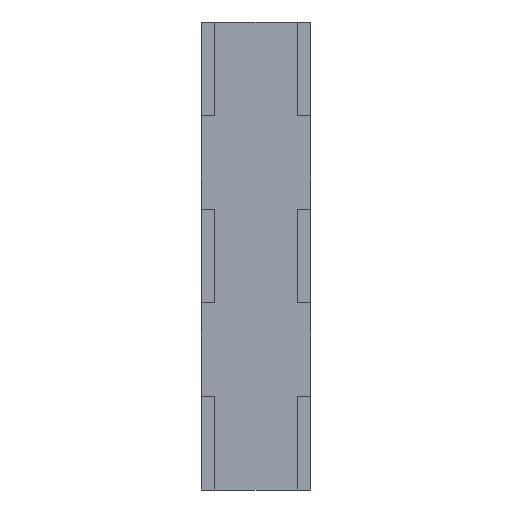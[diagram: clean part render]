
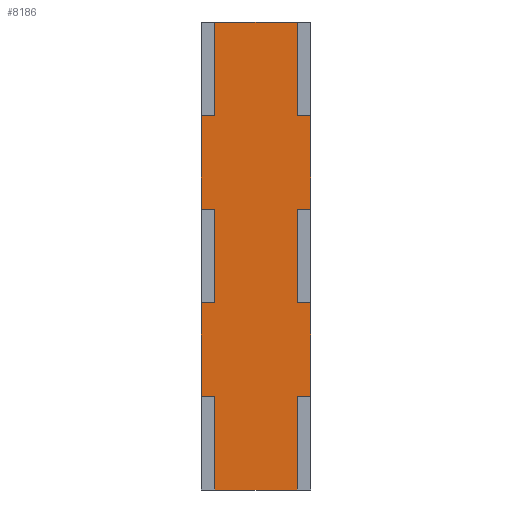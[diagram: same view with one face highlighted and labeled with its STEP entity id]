
A CAD part, left-side view. The second image highlights one B-rep face of the part: STEP entity #8186.
In plain terms, the highlighted planar face has unit normal (-1, 0, 0).
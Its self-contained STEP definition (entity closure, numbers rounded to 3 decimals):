
#534=PLANE('',#8785);
#826=FACE_OUTER_BOUND('',#1406,.T.);
#1406=EDGE_LOOP('',(#6785,#6786,#6787,#6788,#6789,#6790,#6791,#6792,#6793,
#6794,#6795,#6796,#6797,#6798,#6799,#6800,#6801,#6802,#6803,#6804));
#2163=LINE('',#12624,#2907);
#2167=LINE('',#12633,#2911);
#2171=LINE('',#12642,#2915);
#2175=LINE('',#12649,#2919);
#2177=LINE('',#12654,#2921);
#2181=LINE('',#12661,#2925);
#2183=LINE('',#12666,#2927);
#2187=LINE('',#12673,#2931);
#2188=LINE('',#12675,#2932);
#2202=LINE('',#12702,#2946);
#2205=LINE('',#12708,#2949);
#2209=LINE('',#12715,#2953);
#2210=LINE('',#12718,#2954);
#2213=LINE('',#12723,#2957);
#2214=LINE('',#12726,#2958);
#2216=LINE('',#12729,#2960);
#2217=LINE('',#12731,#2961);
#2218=LINE('',#12733,#2962);
#2219=LINE('',#12735,#2963);
#2220=LINE('',#12736,#2964);
#2907=VECTOR('',#10334,10.);
#2911=VECTOR('',#10340,10.);
#2915=VECTOR('',#10346,10.);
#2919=VECTOR('',#10352,10.);
#2921=VECTOR('',#10356,10.);
#2925=VECTOR('',#10362,10.);
#2927=VECTOR('',#10366,10.);
#2931=VECTOR('',#10372,10.);
#2932=VECTOR('',#10375,10.);
#2946=VECTOR('',#10393,10.);
#2949=VECTOR('',#10398,10.);
#2953=VECTOR('',#10404,10.);
#2954=VECTOR('',#10407,10.);
#2957=VECTOR('',#10412,10.);
#2958=VECTOR('',#10415,10.);
#2960=VECTOR('',#10419,10.);
#2961=VECTOR('',#10422,10.);
#2962=VECTOR('',#10425,10.);
#2963=VECTOR('',#10428,10.);
#2964=VECTOR('',#10429,10.);
#4031=VERTEX_POINT('',#12621);
#4032=VERTEX_POINT('',#12623);
#4035=VERTEX_POINT('',#12630);
#4036=VERTEX_POINT('',#12632);
#4039=VERTEX_POINT('',#12639);
#4040=VERTEX_POINT('',#12641);
#4042=VERTEX_POINT('',#12646);
#4043=VERTEX_POINT('',#12651);
#4046=VERTEX_POINT('',#12658);
#4047=VERTEX_POINT('',#12663);
#4050=VERTEX_POINT('',#12671);
#4060=VERTEX_POINT('',#12699);
#4061=VERTEX_POINT('',#12701);
#4062=VERTEX_POINT('',#12705);
#4063=VERTEX_POINT('',#12707);
#4064=VERTEX_POINT('',#12711);
#4065=VERTEX_POINT('',#12713);
#4066=VERTEX_POINT('',#12717);
#4067=VERTEX_POINT('',#12721);
#4068=VERTEX_POINT('',#12725);
#4979=EDGE_CURVE('',#4032,#4031,#2163,.T.);
#4983=EDGE_CURVE('',#4036,#4035,#2167,.T.);
#4987=EDGE_CURVE('',#4040,#4039,#2171,.T.);
#4991=EDGE_CURVE('',#4042,#4040,#2175,.T.);
#4993=EDGE_CURVE('',#4031,#4043,#2177,.T.);
#4997=EDGE_CURVE('',#4046,#4032,#2181,.T.);
#4999=EDGE_CURVE('',#4035,#4047,#2183,.T.);
#5003=EDGE_CURVE('',#4039,#4050,#2187,.T.);
#5004=EDGE_CURVE('',#4046,#4047,#2188,.T.);
#5018=EDGE_CURVE('',#4061,#4060,#2202,.T.);
#5021=EDGE_CURVE('',#4063,#4062,#2205,.T.);
#5025=EDGE_CURVE('',#4064,#4065,#2209,.T.);
#5026=EDGE_CURVE('',#4066,#4063,#2210,.T.);
#5029=EDGE_CURVE('',#4062,#4067,#2213,.T.);
#5030=EDGE_CURVE('',#4068,#4061,#2214,.T.);
#5032=EDGE_CURVE('',#4050,#4064,#2216,.T.);
#5033=EDGE_CURVE('',#4068,#4067,#2217,.T.);
#5034=EDGE_CURVE('',#4066,#4065,#2218,.T.);
#5035=EDGE_CURVE('',#4036,#4060,#2219,.T.);
#5036=EDGE_CURVE('',#4042,#4043,#2220,.T.);
#6785=ORIENTED_EDGE('',*,*,#4987,.T.);
#6786=ORIENTED_EDGE('',*,*,#5003,.T.);
#6787=ORIENTED_EDGE('',*,*,#5032,.T.);
#6788=ORIENTED_EDGE('',*,*,#5025,.T.);
#6789=ORIENTED_EDGE('',*,*,#5034,.F.);
#6790=ORIENTED_EDGE('',*,*,#5026,.T.);
#6791=ORIENTED_EDGE('',*,*,#5021,.T.);
#6792=ORIENTED_EDGE('',*,*,#5029,.T.);
#6793=ORIENTED_EDGE('',*,*,#5033,.F.);
#6794=ORIENTED_EDGE('',*,*,#5030,.T.);
#6795=ORIENTED_EDGE('',*,*,#5018,.T.);
#6796=ORIENTED_EDGE('',*,*,#5035,.F.);
#6797=ORIENTED_EDGE('',*,*,#4983,.T.);
#6798=ORIENTED_EDGE('',*,*,#4999,.T.);
#6799=ORIENTED_EDGE('',*,*,#5004,.F.);
#6800=ORIENTED_EDGE('',*,*,#4997,.T.);
#6801=ORIENTED_EDGE('',*,*,#4979,.T.);
#6802=ORIENTED_EDGE('',*,*,#4993,.T.);
#6803=ORIENTED_EDGE('',*,*,#5036,.F.);
#6804=ORIENTED_EDGE('',*,*,#4991,.T.);
#8186=ADVANCED_FACE('',(#826),#534,.T.);
#8785=AXIS2_PLACEMENT_3D('',#12734,#10426,#10427);
#10334=DIRECTION('',(0.,0.,1.));
#10340=DIRECTION('',(0.,0.,1.));
#10346=DIRECTION('',(0.,0.,1.));
#10352=DIRECTION('',(0.,1.,0.));
#10356=DIRECTION('',(0.,-1.,0.));
#10362=DIRECTION('',(0.,1.,0.));
#10366=DIRECTION('',(0.,-1.,0.));
#10372=DIRECTION('',(0.,1.,0.));
#10375=DIRECTION('',(0.,0.,-1.));
#10393=DIRECTION('',(0.,0.,-1.));
#10398=DIRECTION('',(0.,0.,-1.));
#10404=DIRECTION('',(0.,1.,0.));
#10407=DIRECTION('',(0.,-1.,0.));
#10412=DIRECTION('',(0.,1.,0.));
#10415=DIRECTION('',(0.,-1.,0.));
#10419=DIRECTION('',(0.,0.,-1.));
#10422=DIRECTION('',(0.,0.,1.));
#10425=DIRECTION('',(0.,0.,1.));
#10426=DIRECTION('center_axis',(-1.,0.,0.));
#10427=DIRECTION('ref_axis',(0.,0.,1.));
#10428=DIRECTION('',(0.,1.,0.));
#10429=DIRECTION('',(0.,0.,-1.));
#12621=CARTESIAN_POINT('',(0.,2.5,-34.192));
#12623=CARTESIAN_POINT('',(0.,2.5,-51.288));
#12624=CARTESIAN_POINT('',(0.,2.5,-64.11));
#12630=CARTESIAN_POINT('',(0.,2.5,-68.384));
#12632=CARTESIAN_POINT('',(0.,2.5,-85.48));
#12633=CARTESIAN_POINT('',(0.,2.5,-64.11));
#12639=CARTESIAN_POINT('',(0.,2.5,0.));
#12641=CARTESIAN_POINT('',(0.,2.5,-17.096));
#12642=CARTESIAN_POINT('',(0.,2.5,-64.11));
#12646=CARTESIAN_POINT('',(0.,0.,-17.096));
#12649=CARTESIAN_POINT('',(0.,0.,-17.096));
#12651=CARTESIAN_POINT('',(0.,0.,-34.192));
#12654=CARTESIAN_POINT('',(0.,0.,-34.192));
#12658=CARTESIAN_POINT('',(0.,0.,-51.288));
#12661=CARTESIAN_POINT('',(0.,0.,-51.288));
#12663=CARTESIAN_POINT('',(0.,0.,-68.384));
#12666=CARTESIAN_POINT('',(0.,0.,-68.384));
#12671=CARTESIAN_POINT('',(0.,17.5,0.));
#12673=CARTESIAN_POINT('',(0.,0.,0.));
#12675=CARTESIAN_POINT('',(0.,0.,-82.98));
#12699=CARTESIAN_POINT('',(0.,17.5,-85.48));
#12701=CARTESIAN_POINT('',(0.,17.5,-68.384));
#12702=CARTESIAN_POINT('',(0.,17.5,-64.11));
#12705=CARTESIAN_POINT('',(0.,17.5,-51.288));
#12707=CARTESIAN_POINT('',(0.,17.5,-34.192));
#12708=CARTESIAN_POINT('',(0.,17.5,-64.11));
#12711=CARTESIAN_POINT('',(0.,17.5,-17.096));
#12713=CARTESIAN_POINT('',(0.,20.,-17.096));
#12715=CARTESIAN_POINT('',(0.,8.75,-17.096));
#12717=CARTESIAN_POINT('',(0.,20.,-34.192));
#12718=CARTESIAN_POINT('',(0.,8.75,-34.192));
#12721=CARTESIAN_POINT('',(0.,20.,-51.288));
#12723=CARTESIAN_POINT('',(0.,8.75,-51.288));
#12725=CARTESIAN_POINT('',(0.,20.,-68.384));
#12726=CARTESIAN_POINT('',(0.,8.75,-68.384));
#12729=CARTESIAN_POINT('',(0.,17.5,-64.11));
#12731=CARTESIAN_POINT('',(0.,20.,-82.98));
#12733=CARTESIAN_POINT('',(0.,20.,-82.98));
#12734=CARTESIAN_POINT('Origin',(0.,0.,-85.48));
#12735=CARTESIAN_POINT('',(0.,0.,-85.48));
#12736=CARTESIAN_POINT('',(0.,0.,-82.98));
